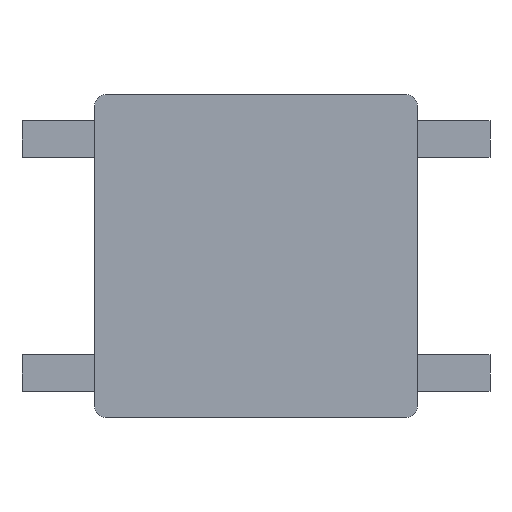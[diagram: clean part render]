
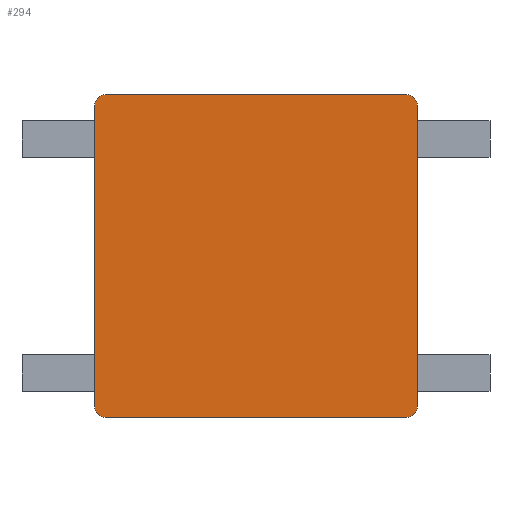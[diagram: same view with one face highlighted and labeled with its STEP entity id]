
A CAD part, front view. The second image highlights one B-rep face of the part: STEP entity #294.
In plain terms, the highlighted planar face has unit normal (0, -1, 0).
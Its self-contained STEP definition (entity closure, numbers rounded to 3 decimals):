
#154 = VERTEX_POINT ( 'NONE', #993 ) ;
#189 = EDGE_CURVE ( 'NONE', #190, #154, #1082, .T. ) ;
#190 = VERTEX_POINT ( 'NONE', #1072 ) ;
#263 = EDGE_CURVE ( 'NONE', #362, #264, #1476, .T. ) ;
#264 = VERTEX_POINT ( 'NONE', #1472 ) ;
#279 = EDGE_CURVE ( 'NONE', #154, #280, #1404, .T. ) ;
#280 = VERTEX_POINT ( 'NONE', #1400 ) ;
#294 = ADVANCED_FACE ( 'NONE', ( #1340 ), #1436, .T. ) ;
#295 = EDGE_LOOP ( 'NONE', ( #296, #297, #298, #299, #300, #301, #338, #339 ) ) ;
#296 = ORIENTED_EDGE ( 'NONE', *, *, #189, .F. ) ;
#297 = ORIENTED_EDGE ( 'NONE', *, *, #336, .F. ) ;
#298 = ORIENTED_EDGE ( 'NONE', *, *, #539, .F. ) ;
#299 = ORIENTED_EDGE ( 'NONE', *, *, #263, .F. ) ;
#300 = ORIENTED_EDGE ( 'NONE', *, *, #361, .F. ) ;
#301 = ORIENTED_EDGE ( 'NONE', *, *, #352, .F. ) ;
#312 = EDGE_CURVE ( 'NONE', #280, #313, #1464, .T. ) ;
#313 = VERTEX_POINT ( 'NONE', #1456 ) ;
#336 = EDGE_CURVE ( 'NONE', #540, #190, #1556, .T. ) ;
#338 = ORIENTED_EDGE ( 'NONE', *, *, #312, .F. ) ;
#339 = ORIENTED_EDGE ( 'NONE', *, *, #279, .F. ) ;
#352 = EDGE_CURVE ( 'NONE', #313, #353, #1650, .T. ) ;
#353 = VERTEX_POINT ( 'NONE', #1646 ) ;
#361 = EDGE_CURVE ( 'NONE', #353, #362, #1587, .T. ) ;
#362 = VERTEX_POINT ( 'NONE', #1582 ) ;
#539 = EDGE_CURVE ( 'NONE', #264, #540, #1939, .T. ) ;
#540 = VERTEX_POINT ( 'NONE', #1927 ) ;
#993 = CARTESIAN_POINT ( 'NONE',  ( -3.1, 0., -2.9 ) ) ;
#1072 = CARTESIAN_POINT ( 'NONE',  ( -2.9, 0., -3.1 ) ) ;
#1073 = DIRECTION ( 'NONE',  ( 0., 0., -1. ) ) ;
#1074 = DIRECTION ( 'NONE',  ( 0., 1., 0. ) ) ;
#1075 = CARTESIAN_POINT ( 'NONE',  ( -2.9, 0., -2.9 ) ) ;
#1076 = AXIS2_PLACEMENT_3D ( 'NONE', #1075, #1074, #1073 ) ;
#1082 = CIRCLE ( 'NONE', #1076, 0.2 ) ;
#1340 = FACE_OUTER_BOUND ( 'NONE', #295, .T. ) ;
#1400 = CARTESIAN_POINT ( 'NONE',  ( -3.1, 0., 2.9 ) ) ;
#1401 = DIRECTION ( 'NONE',  ( 0., 0., 1. ) ) ;
#1402 = VECTOR ( 'NONE', #1401, 1000. ) ;
#1403 = CARTESIAN_POINT ( 'NONE',  ( -3.1, 0., 2.9 ) ) ;
#1404 = LINE ( 'NONE', #1403, #1402 ) ;
#1432 = DIRECTION ( 'NONE',  ( 0., 0., -1. ) ) ;
#1433 = DIRECTION ( 'NONE',  ( 0., -1., 0. ) ) ;
#1434 = CARTESIAN_POINT ( 'NONE',  ( -2.9, 0., -2.9 ) ) ;
#1435 = AXIS2_PLACEMENT_3D ( 'NONE', #1434, #1433, #1432 ) ;
#1436 = PLANE ( 'NONE',  #1435 ) ;
#1456 = CARTESIAN_POINT ( 'NONE',  ( -2.9, 0., 3.1 ) ) ;
#1457 = DIRECTION ( 'NONE',  ( 0., 0., -1. ) ) ;
#1458 = DIRECTION ( 'NONE',  ( 0., 1., 0. ) ) ;
#1459 = CARTESIAN_POINT ( 'NONE',  ( -2.9, 0., 2.9 ) ) ;
#1460 = AXIS2_PLACEMENT_3D ( 'NONE', #1459, #1458, #1457 ) ;
#1464 = CIRCLE ( 'NONE', #1460, 0.2 ) ;
#1472 = CARTESIAN_POINT ( 'NONE',  ( 3.1, 0., -2.9 ) ) ;
#1473 = DIRECTION ( 'NONE',  ( 0., 0., -1. ) ) ;
#1474 = VECTOR ( 'NONE', #1473, 1000. ) ;
#1475 = CARTESIAN_POINT ( 'NONE',  ( 3.1, 0., 2.9 ) ) ;
#1476 = LINE ( 'NONE', #1475, #1474 ) ;
#1555 = CARTESIAN_POINT ( 'NONE',  ( -2.9, 0., -3.1 ) ) ;
#1556 = LINE ( 'NONE', #1555, #1620 ) ;
#1582 = CARTESIAN_POINT ( 'NONE',  ( 3.1, 0., 2.9 ) ) ;
#1583 = DIRECTION ( 'NONE',  ( 0., 0., 1. ) ) ;
#1584 = DIRECTION ( 'NONE',  ( 0., 1., 0. ) ) ;
#1585 = CARTESIAN_POINT ( 'NONE',  ( 2.9, 0., 2.9 ) ) ;
#1586 = AXIS2_PLACEMENT_3D ( 'NONE', #1585, #1584, #1583 ) ;
#1587 = CIRCLE ( 'NONE', #1586, 0.2 ) ;
#1619 = DIRECTION ( 'NONE',  ( -1., 0., 0. ) ) ;
#1620 = VECTOR ( 'NONE', #1619, 1000. ) ;
#1646 = CARTESIAN_POINT ( 'NONE',  ( 2.9, 0., 3.1 ) ) ;
#1647 = DIRECTION ( 'NONE',  ( 1., 0., 0. ) ) ;
#1648 = VECTOR ( 'NONE', #1647, 1000. ) ;
#1649 = CARTESIAN_POINT ( 'NONE',  ( -2.9, 0., 3.1 ) ) ;
#1650 = LINE ( 'NONE', #1649, #1648 ) ;
#1927 = CARTESIAN_POINT ( 'NONE',  ( 2.9, 0., -3.1 ) ) ;
#1928 = DIRECTION ( 'NONE',  ( 0., 0., -1. ) ) ;
#1929 = DIRECTION ( 'NONE',  ( 0., 1., 0. ) ) ;
#1933 = CARTESIAN_POINT ( 'NONE',  ( 2.9, 0., -2.9 ) ) ;
#1934 = AXIS2_PLACEMENT_3D ( 'NONE', #1933, #1929, #1928 ) ;
#1939 = CIRCLE ( 'NONE', #1934, 0.2 ) ;
